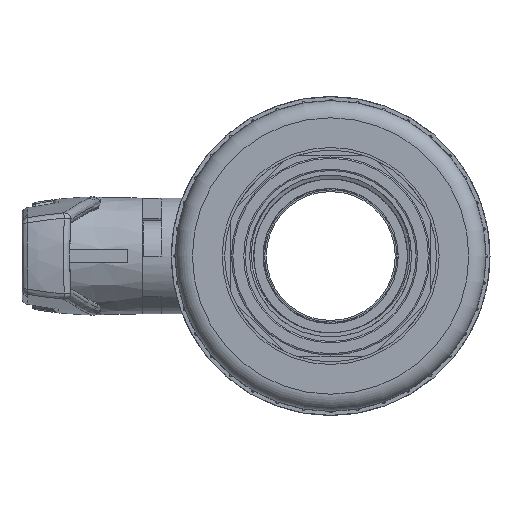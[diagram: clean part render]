
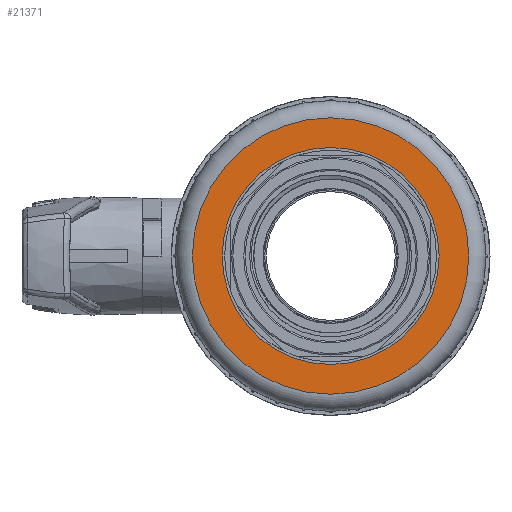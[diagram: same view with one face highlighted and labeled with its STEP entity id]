
A CAD part, left-side view. The second image highlights one B-rep face of the part: STEP entity #21371.
In plain terms, the highlighted planar face has unit normal (-1, 0, 0).
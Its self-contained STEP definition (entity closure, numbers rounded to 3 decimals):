
#4545=FACE_BOUND('',#6749,.T.);
#5479=FACE_OUTER_BOUND('',#6748,.T.);
#6748=EDGE_LOOP('',(#18477));
#6749=EDGE_LOOP('',(#18478));
#7807=CIRCLE('',#23287,50.91);
#7808=CIRCLE('',#23288,39.979);
#9794=VERTEX_POINT('',#56481);
#9795=VERTEX_POINT('',#56483);
#12809=EDGE_CURVE('',#9794,#9794,#7807,.T.);
#12810=EDGE_CURVE('',#9795,#9795,#7808,.T.);
#18477=ORIENTED_EDGE('',*,*,#12809,.T.);
#18478=ORIENTED_EDGE('',*,*,#12810,.T.);
#20330=PLANE('',#23286);
#21371=ADVANCED_FACE('',(#5479,#4545),#20330,.F.);
#23286=AXIS2_PLACEMENT_3D('',#56480,#28195,#28196);
#23287=AXIS2_PLACEMENT_3D('',#56482,#28197,#28198);
#23288=AXIS2_PLACEMENT_3D('',#56484,#28199,#28200);
#28195=DIRECTION('center_axis',(1.,0.,0.));
#28196=DIRECTION('ref_axis',(0.,-1.,0.));
#28197=DIRECTION('center_axis',(-1.,0.,0.));
#28198=DIRECTION('ref_axis',(0.,1.,0.));
#28199=DIRECTION('center_axis',(1.,0.,0.));
#28200=DIRECTION('ref_axis',(0.,0.,-1.));
#56480=CARTESIAN_POINT('Origin',(-103.138,55.907,0.));
#56481=CARTESIAN_POINT('',(-103.138,49.66,0.));
#56482=CARTESIAN_POINT('Origin',(-103.138,-1.25,0.));
#56483=CARTESIAN_POINT('',(-103.138,-1.25,-39.979));
#56484=CARTESIAN_POINT('Origin',(-103.138,-1.25,0.));
